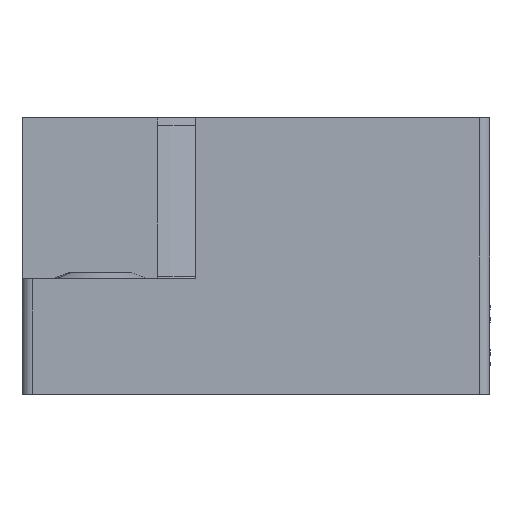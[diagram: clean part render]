
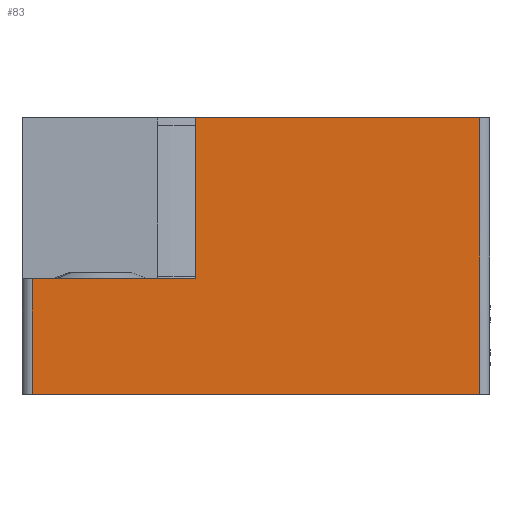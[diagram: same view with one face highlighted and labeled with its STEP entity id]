
A CAD part, left-side view. The second image highlights one B-rep face of the part: STEP entity #83.
In plain terms, the highlighted planar face has unit normal (-1, 0, 0).
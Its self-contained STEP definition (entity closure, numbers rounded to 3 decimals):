
#83=ADVANCED_FACE('',(#220),#2196,.T.);
#220=FACE_OUTER_BOUND('',#368,.T.);
#368=EDGE_LOOP('',(#636,#637,#638,#639,#640,#641));
#636=ORIENTED_EDGE('',*,*,#1279,.F.);
#637=ORIENTED_EDGE('',*,*,#1280,.T.);
#638=ORIENTED_EDGE('',*,*,#1272,.F.);
#639=ORIENTED_EDGE('',*,*,#1246,.F.);
#640=ORIENTED_EDGE('',*,*,#1241,.T.);
#641=ORIENTED_EDGE('',*,*,#1287,.F.);
#1241=EDGE_CURVE('',#1957,#1985,#1719,.T.);
#1246=EDGE_CURVE('',#1957,#1964,#1722,.T.);
#1272=EDGE_CURVE('',#1964,#1982,#1603,.T.);
#1279=EDGE_CURVE('',#1984,#1988,#1606,.T.);
#1280=EDGE_CURVE('',#1984,#1982,#1607,.T.);
#1287=EDGE_CURVE('',#1988,#1985,#1611,.T.);
#1603=B_SPLINE_CURVE_WITH_KNOTS('',1,(#2908,#2909),.UNSPECIFIED.,.F.,.F.,
(2,2),(-70.284,-43.),.UNSPECIFIED.);
#1606=B_SPLINE_CURVE_WITH_KNOTS('',1,(#2931,#2932),.UNSPECIFIED.,.F.,.F.,
(2,2),(43.,86.),.UNSPECIFIED.);
#1607=B_SPLINE_CURVE_WITH_KNOTS('',1,(#2933,#2934),.UNSPECIFIED.,.F.,.F.,
(2,2),(0.,26.6),.UNSPECIFIED.);
#1611=B_SPLINE_CURVE_WITH_KNOTS('',1,(#2950,#2951),.UNSPECIFIED.,.F.,.F.,
(2,2),(0.,11.1),.UNSPECIFIED.);
#1719=(
BOUNDED_CURVE()
B_SPLINE_CURVE(2,(#2802,#2803,#2804),.UNSPECIFIED.,.F.,.F.)
B_SPLINE_CURVE_WITH_KNOTS((3,3),(-71.284,-55.568),
 .UNSPECIFIED.)
CURVE()
GEOMETRIC_REPRESENTATION_ITEM()
RATIONAL_B_SPLINE_CURVE((1.,1.,1.))
REPRESENTATION_ITEM('')
);
#1722=(
BOUNDED_CURVE()
B_SPLINE_CURVE(1,(#2816,#2817,#2818,#2819),.UNSPECIFIED.,.F.,.F.)
B_SPLINE_CURVE_WITH_KNOTS((2,1,1,2),(0.,0.25,0.496,15.25),
 .UNSPECIFIED.)
CURVE()
GEOMETRIC_REPRESENTATION_ITEM()
RATIONAL_B_SPLINE_CURVE((1.,1.004,1.004,1.))
REPRESENTATION_ITEM('')
);
#1957=VERTEX_POINT('',#2721);
#1964=VERTEX_POINT('',#2728);
#1982=VERTEX_POINT('',#2746);
#1984=VERTEX_POINT('',#2748);
#1985=VERTEX_POINT('',#2749);
#1988=VERTEX_POINT('',#2752);
#2196=PLANE('',#2353);
#2353=AXIS2_PLACEMENT_3D('',#2565,#2403,$);
#2403=DIRECTION('',(-1.,0.,0.));
#2565=CARTESIAN_POINT('',(188.689,-294.778,-140.875));
#2721=CARTESIAN_POINT('',(188.689,-266.494,-129.775));
#2728=CARTESIAN_POINT('',(188.689,-266.494,-114.275));
#2746=CARTESIAN_POINT('',(188.689,-293.778,-114.275));
#2748=CARTESIAN_POINT('',(188.689,-293.778,-140.875));
#2749=CARTESIAN_POINT('',(188.689,-250.778,-129.775));
#2752=CARTESIAN_POINT('',(188.689,-250.778,-140.875));
#2802=CARTESIAN_POINT('',(188.689,-266.494,-129.775));
#2803=CARTESIAN_POINT('',(188.689,-258.636,-129.775));
#2804=CARTESIAN_POINT('',(188.689,-250.778,-129.775));
#2816=CARTESIAN_POINT('',(188.689,-266.494,-129.775));
#2817=CARTESIAN_POINT('',(188.689,-266.494,-129.525));
#2818=CARTESIAN_POINT('',(188.689,-266.494,-129.275));
#2819=CARTESIAN_POINT('',(188.689,-266.494,-114.275));
#2908=CARTESIAN_POINT('',(188.689,-266.494,-114.275));
#2909=CARTESIAN_POINT('',(188.689,-293.778,-114.275));
#2931=CARTESIAN_POINT('',(188.689,-293.778,-140.875));
#2932=CARTESIAN_POINT('',(188.689,-250.778,-140.875));
#2933=CARTESIAN_POINT('',(188.689,-293.778,-140.875));
#2934=CARTESIAN_POINT('',(188.689,-293.778,-114.275));
#2950=CARTESIAN_POINT('',(188.689,-250.778,-140.875));
#2951=CARTESIAN_POINT('',(188.689,-250.778,-129.775));
